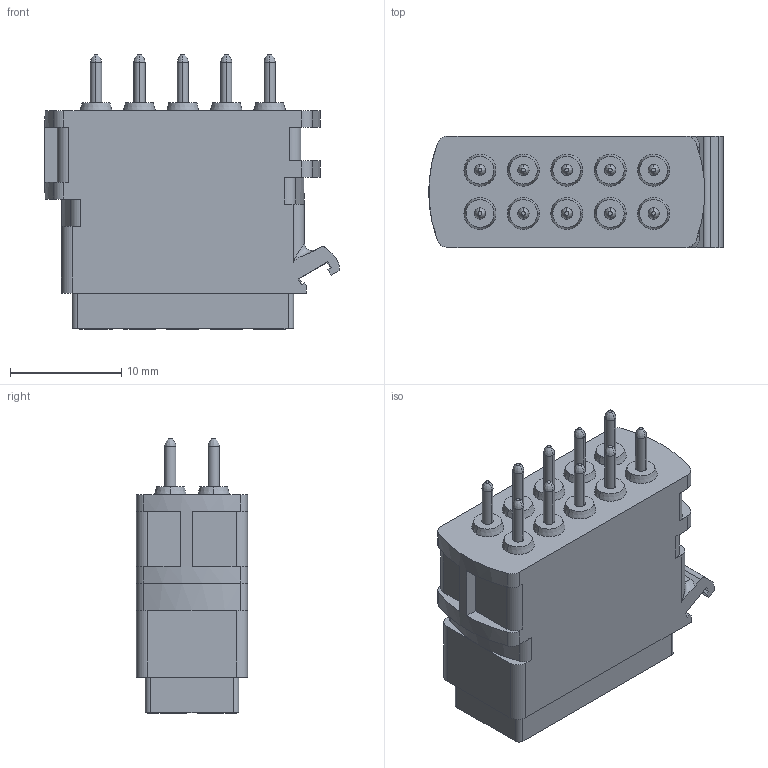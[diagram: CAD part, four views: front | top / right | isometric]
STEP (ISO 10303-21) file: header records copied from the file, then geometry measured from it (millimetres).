
FILE_DESCRIPTION((''),'2;1');
FILE_NAME('00110027102','2020-02-24T',('presta_be4'),(''),'CREO PARAMETRIC BY PTC INC, 2018360','CREO PARAMETRIC BY PTC INC, 2018360','');
FILE_SCHEMA(('CONFIG_CONTROL_DESIGN'));
Products named in the file (1): 00110027102
Bounding box: 26.45 x 10 x 24.62 mm (x, y, z)
Volume: 3410.7 mm3; surface area: 4364.6 mm2
Topology: 1 solids, 1 shells, 1815 faces, 4526 edges, 2806 vertices
Faces by surface type: plane 753, cylinder 396, cone 354, torus 290, bspline 22
Entity records: 63941 total; most frequent: CARTESIAN_POINT 21466, ORIENTED_EDGE 9008, DIRECTION 8766, EDGE_CURVE 4504, AXIS2_PLACEMENT_3D 3393, VERTEX_POINT 2806, VECTOR 1980, LINE 1980
